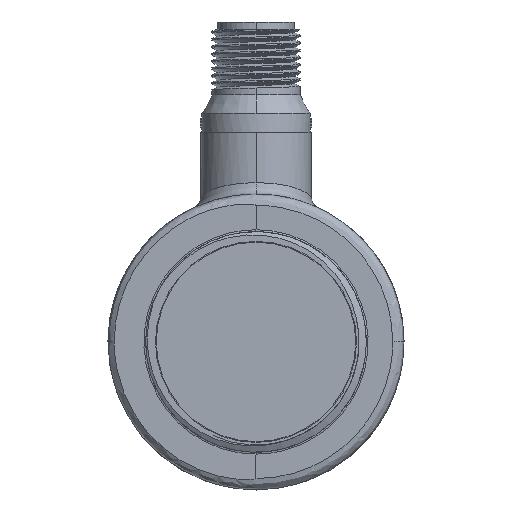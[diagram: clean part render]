
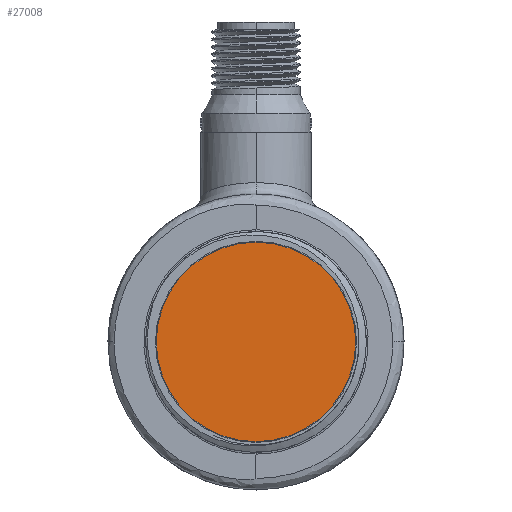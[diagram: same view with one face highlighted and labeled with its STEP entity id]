
A CAD part, front view. The second image highlights one B-rep face of the part: STEP entity #27008.
In plain terms, the highlighted planar face has unit normal (0, -1, 0).
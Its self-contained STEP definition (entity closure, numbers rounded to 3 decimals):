
#12389=CARTESIAN_POINT('',(0.,-34.167,0.));
#12390=DIRECTION('',(0.,-1.,0.));
#12391=DIRECTION('',(0.,0.,-1.));
#12392=AXIS2_PLACEMENT_3D('',#12389,#12390,#12391);
#12403=CARTESIAN_POINT('',(0.,-34.167,0.));
#12404=DIRECTION('',(0.,1.,0.));
#12405=DIRECTION('',(0.,0.,-1.));
#12406=AXIS2_PLACEMENT_3D('',#12403,#12404,#12405);
#13246=CARTESIAN_POINT('',(0.,-34.167,-13.55));
#13247=CARTESIAN_POINT('',(0.,-34.167,13.55));
#13248=VERTEX_POINT('',#13246);
#13249=VERTEX_POINT('',#13247);
#26999=CARTESIAN_POINT('',(0.,-34.167,0.));
#27000=DIRECTION('',(0.,-1.,0.));
#27001=DIRECTION('',(0.,0.,1.));
#27002=AXIS2_PLACEMENT_3D('',#26999,#27000,#27001);
#27003=PLANE('',#27002);
#27004=ORIENTED_EDGE('',*,*,#26979,.F.);
#27005=ORIENTED_EDGE('',*,*,#26993,.T.);
#27006=EDGE_LOOP('',(#27004,#27005));
#27007=FACE_OUTER_BOUND('',#27006,.F.);
#27008=ADVANCED_FACE('',(#27007),#27003,.T.);
#12393=CIRCLE('',#12392,13.55);
#12407=CIRCLE('',#12406,13.55);
#26979=EDGE_CURVE('',#13248,#13249,#12393,.T.);
#26993=EDGE_CURVE('',#13248,#13249,#12407,.T.);
